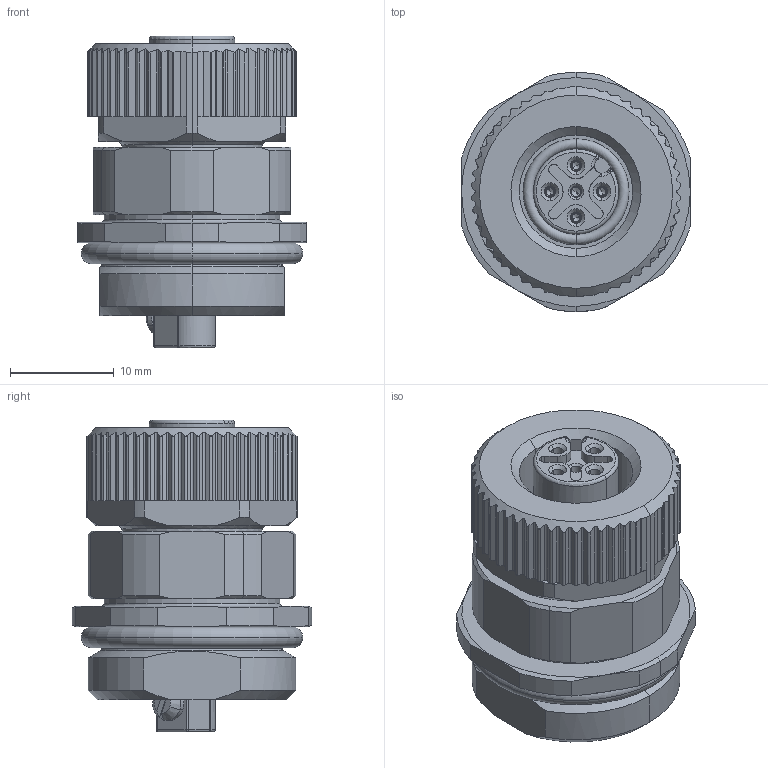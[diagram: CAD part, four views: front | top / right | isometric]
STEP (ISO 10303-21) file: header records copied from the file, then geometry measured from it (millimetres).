
FILE_DESCRIPTION(('CATIA V5 STEP Exchange','CAx-IF Rec.Pracs.--- Model Styling and Organization---1.4--- 2014-01-23'),'2;1');
FILE_NAME ('012776-2_0', '2021-01-05T14:37:43+00:00', ('none'), ('Weidmueller'), 'CATIA Version 5-6 Release 2016 SP3 HF44', 'CATIA V5 STEP AP214', 'none');
FILE_SCHEMA(('AUTOMOTIVE_DESIGN { 1 0 10303 214 1 1 1 1 }'));
Length unit declared in the file: millimetre
Products named in the file (1): 1383070000
Bounding box: 22 x 23 x 30 mm (x, y, z)
Volume: 6707.3 mm3; surface area: 4951.5 mm2
Topology: 4 solids, 4 shells, 673 faces, 1813 edges, 1142 vertices
Faces by surface type: plane 239, cylinder 226, cone 133, extrusion 42, torus 25, sphere 8
Entity records: 22672 total; most frequent: CARTESIAN_POINT 7161, ORIENTED_EDGE 3574, DIRECTION 2503, EDGE_CURVE 1787, VERTEX_POINT 1142, AXIS2_PLACEMENT_3D 1069, VECTOR 822, LINE 780
